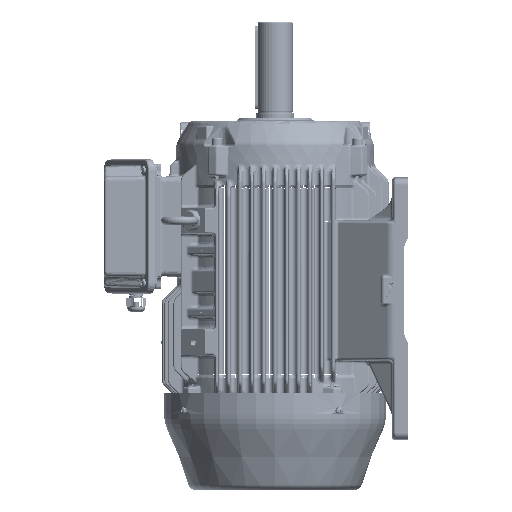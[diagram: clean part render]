
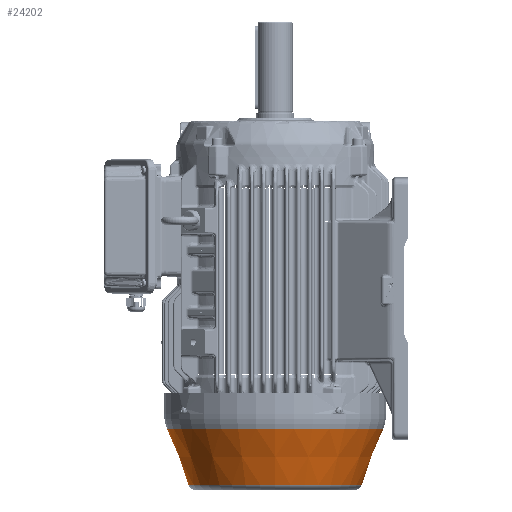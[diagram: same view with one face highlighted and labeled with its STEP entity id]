
A CAD part, left-side view. The second image highlights one B-rep face of the part: STEP entity #24202.
In plain terms, the highlighted conical face has half-angle 21 degrees and reference radius 104.336 mm.
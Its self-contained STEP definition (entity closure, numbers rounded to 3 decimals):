
#10586=CONICAL_SURFACE('',#124532,104.336,21.);
#24202=ADVANCED_FACE('',(#30677,#30678),#10586,.T.);
#30677=FACE_BOUND('',#33698,.T.);
#30678=FACE_BOUND('',#33699,.T.);
#33698=EDGE_LOOP('',(#56657));
#33699=EDGE_LOOP('',(#56658));
#41291=CIRCLE('',#124529,104.336);
#41292=CIRCLE('',#124531,130.179);
#56657=ORIENTED_EDGE('',*,*,#97517,.F.);
#56658=ORIENTED_EDGE('',*,*,#97516,.T.);
#83203=VERTEX_POINT('',#209074);
#83204=VERTEX_POINT('',#209077);
#97516=EDGE_CURVE('',#83203,#83203,#41291,.T.);
#97517=EDGE_CURVE('',#83204,#83204,#41292,.T.);
#124529=AXIS2_PLACEMENT_3D('',#209073,#142132,#142133);
#124531=AXIS2_PLACEMENT_3D('',#209076,#142136,#142137);
#124532=AXIS2_PLACEMENT_3D('',#209078,#142138,#142139);
#142132=DIRECTION('',(0.,0.,1.));
#142133=DIRECTION('',(1.,0.,0.));
#142136=DIRECTION('',(0.,0.,1.));
#142137=DIRECTION('',(1.,0.,0.));
#142138=DIRECTION('',(0.,0.,1.));
#142139=DIRECTION('',(1.,0.,0.));
#209073=CARTESIAN_POINT('',(0.,0.,-446.584));
#209074=CARTESIAN_POINT('',(104.336,0.,-446.584));
#209076=CARTESIAN_POINT('',(0.,0.,-379.26));
#209077=CARTESIAN_POINT('',(130.179,0.,-379.26));
#209078=CARTESIAN_POINT('',(0.,0.,-446.584));
